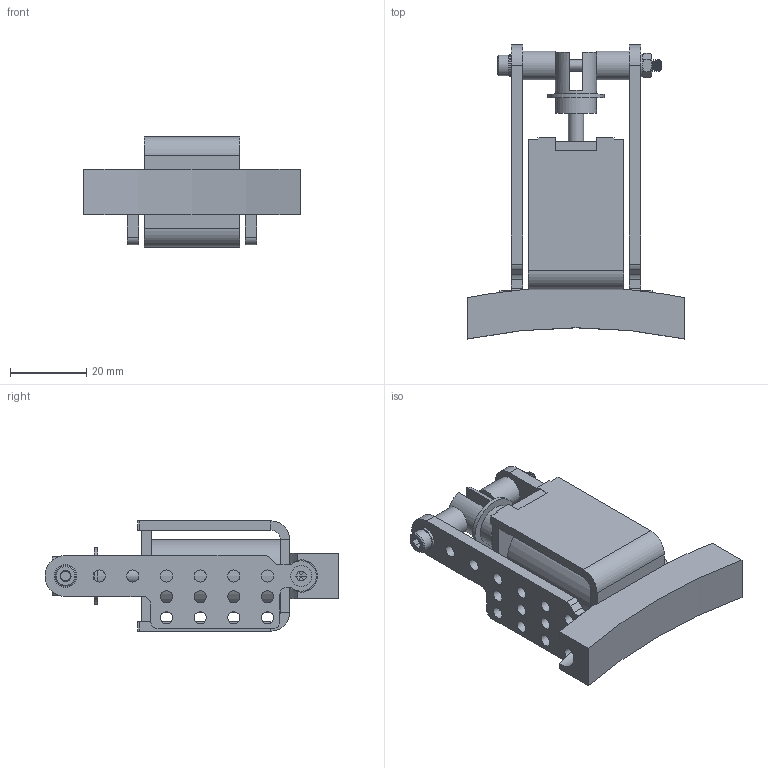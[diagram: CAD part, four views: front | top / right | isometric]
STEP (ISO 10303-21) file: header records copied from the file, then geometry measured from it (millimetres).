
FILE_DESCRIPTION(/* description */ (''),/* implementation_level */ '2;1');
FILE_NAME(/* name */ 'kicker.step',/* time_stamp */ '2023-12-08T15:44:55+11:00',/* author */ (''),/* organization */ (''),/* preprocessor_version */ 'ST-DEVELOPER v20',/* originating_system */ 'Autodesk Translation Framework v12.14.0.127',/* authorisation */ '');
FILE_SCHEMA (('AUTOMOTIVE_DESIGN { 1 0 10303 214 3 1 1 }'));
Length unit declared in the file: millimetre
Products named in the file (14): kicker; kicker head; M3x4.5x5 Heat-Set Insert 94459A130; solenoid v3; ubracket; coil; slug; kicker guide; M3x40 Socket Head Screw 18-8 Stainless Steel 91292A024; Washer DIN 433-1 - 3.2 - A Steel 100 HV Plain v1; Hexagon Nut DIN 934 - M3 x 0.5 Steel 6 Plain v1; Socket Head Cap Screw JIS B 1176 - M3 x 0.5 x 6 Steel 4.6 Plain v1; spacer; spacer(Mirror)
Assembly tree (17 placements, depth 3):
  kicker
    kicker head
      M3x4.5x5 Heat-Set Insert 94459A130  x2
    solenoid v3
      ubracket
      coil
      slug
    kicker guide  x2
    M3x40 Socket Head Screw 18-8 Stainless Steel 91292A024
    Washer DIN 433-1 - 3.2 - A Steel 100 HV Plain v1  x2
    Hexagon Nut DIN 934 - M3 x 0.5 Steel 6 Plain v1
    Socket Head Cap Screw JIS B 1176 - M3 x 0.5 x 6 Steel 4.6 Plain v1  x2
    spacer
    spacer(Mirror)
Bounding box: 57 x 77.33 x 29 mm (x, y, z)
Volume: 30545.9 mm3; surface area: 23160.6 mm2
Topology: 17 solids, 17 shells, 718 faces, 1957 edges, 1283 vertices
Faces by surface type: bspline 266, cylinder 259, plane 148, cone 36, torus 9
Full cylindrical faces by diameter (mm): 2.35 x45, 2.529 x5, 2.927 x2, 3 x52, 3.2 x34, 3.4 x2, 3.705 x4, 3.9 x2, 4 x3, 4.2 x2, 5.5 x3, 6 x2, 7.5 x2, 8 x1, 8.2 x1, 10.8 x2, 11 x1, 14.8 x1, 19 x1
Entity records: 29680 total; most frequent: CARTESIAN_POINT 18751, ORIENTED_EDGE 2504, DIRECTION 1839, EDGE_CURVE 1252, VERTEX_POINT 819, AXIS2_PLACEMENT_3D 718, EDGE_LOOP 539, FACE_OUTER_BOUND 469
